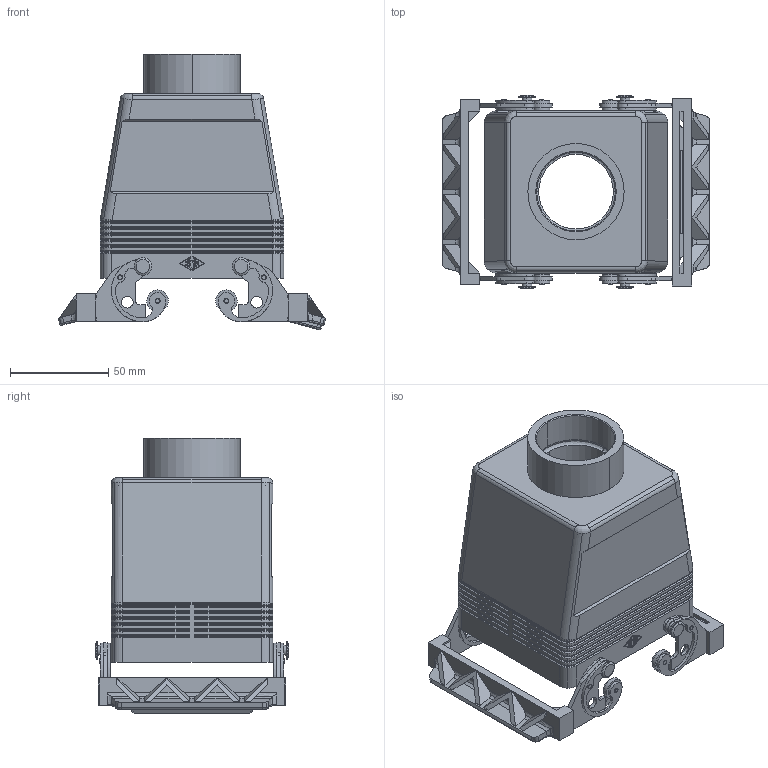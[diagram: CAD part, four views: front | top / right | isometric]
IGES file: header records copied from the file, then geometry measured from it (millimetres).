
Global section: file name: No Iges File Name specified; native system: AutoDesk Inventor R6.1; preprocessor: AutoDesk Inventor Iges Exporter R6.1; author: No Author specified; organization: No Organization specified; date: 20061214.104517; units: millimetre
Bounding box: 136.28 x 98.5 x 140.22 mm (x, y, z)
Volume: 197833.5 mm3; surface area: 103665.4 mm2
Topology: 1 solids, 5 shells, 1126 faces, 3009 edges, 1922 vertices
Faces by surface type: bspline 347, plane 337, cylinder 196, revolution 126, cone 100, torus 16, sphere 4
